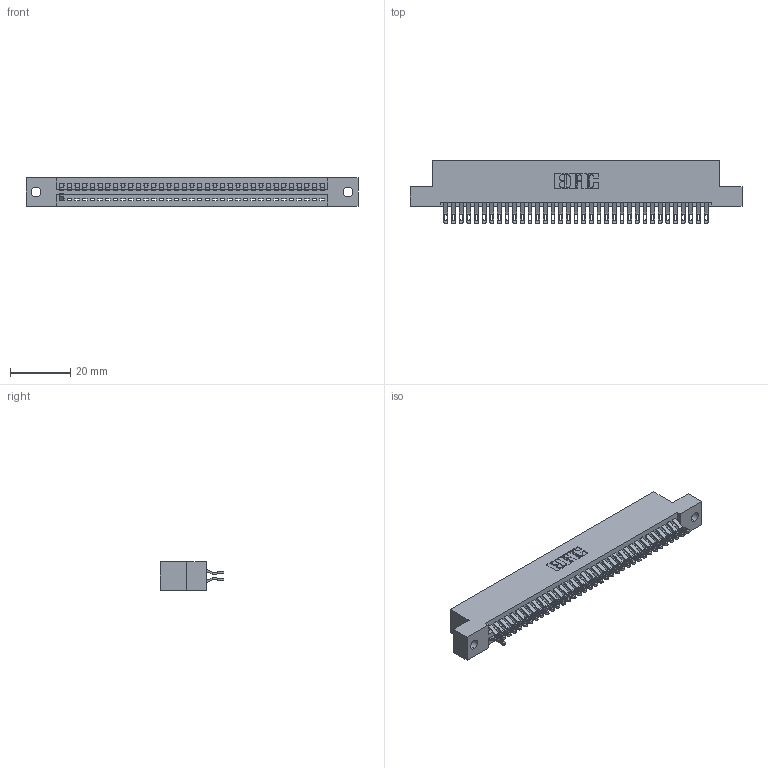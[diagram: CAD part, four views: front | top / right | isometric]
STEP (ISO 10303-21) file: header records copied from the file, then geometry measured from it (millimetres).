
FILE_DESCRIPTION (( 'STEP AP203' ), '1' );
FILE_NAME ('395-070-555-202.STEP', '2018-11-27T00:01:36', ( '' ), ( '' ), 'SwSTEP 2.0', 'SolidWorks 2016', '' );
FILE_SCHEMA (( 'CONFIG_CONTROL_DESIGN' ));
Length unit declared in the file: inch
Products named in the file (3): 345 Part_Flush Mounting Lugs - 0.128 Dia; 395-070-555-202; 345-292-001_555 Tail
Assembly tree (37 placements, depth 2):
  395-070-555-202
    345 Part_Flush Mounting Lugs - 0.128 Dia
    345-292-001_555 Tail  x36
Bounding box: 110.11 x 21.13 x 9.4 mm (x, y, z)
Volume: 10392.4 mm3; surface area: 13580.7 mm2
Topology: 37 solids, 37 shells, 2414 faces, 7631 edges, 5086 vertices
Faces by surface type: plane 1434, cylinder 980
Entity records: 27645 total; most frequent: CARTESIAN_POINT 4824, ORIENTED_EDGE 4762, DIRECTION 4193, EDGE_CURVE 2381, VECTOR 2089, LINE 2089, VERTEX_POINT 1586, AXIS2_PLACEMENT_3D 1052
